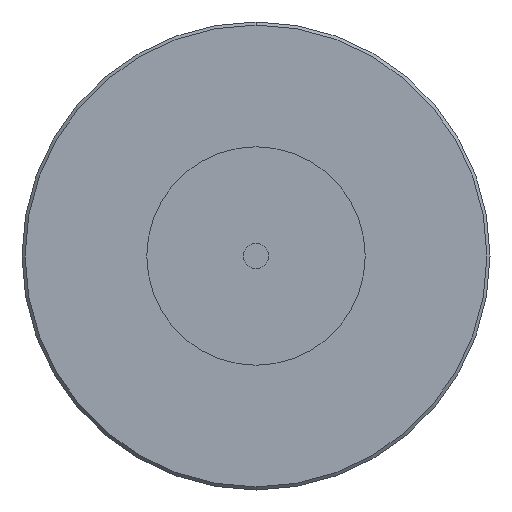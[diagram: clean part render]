
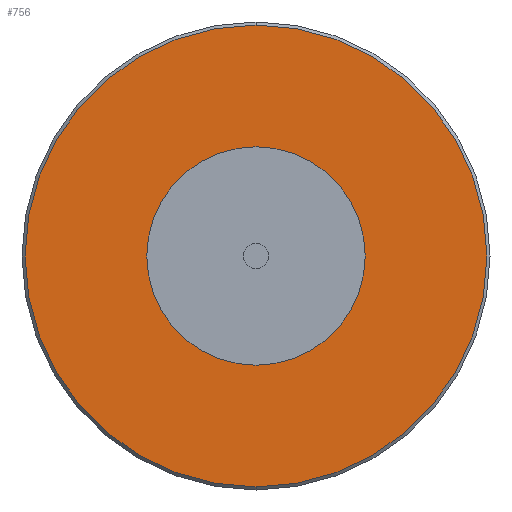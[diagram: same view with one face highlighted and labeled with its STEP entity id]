
A CAD part, front view. The second image highlights one B-rep face of the part: STEP entity #756.
In plain terms, the highlighted planar face has unit normal (0, -1, 0).
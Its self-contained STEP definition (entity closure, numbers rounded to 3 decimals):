
#234 = VERTEX_POINT ( 'NONE', #894 ) ;
#260 = VERTEX_POINT ( 'NONE', #829 ) ;
#268 = EDGE_CURVE ( 'NONE', #270, #260, #947, .T. ) ;
#270 = VERTEX_POINT ( 'NONE', #948 ) ;
#648 = EDGE_CURVE ( 'NONE', #649, #234, #1243, .T. ) ;
#649 = VERTEX_POINT ( 'NONE', #1209 ) ;
#751 = EDGE_LOOP ( 'NONE', ( #758, #755 ) ) ;
#755 = ORIENTED_EDGE ( 'NONE', *, *, #648, .T. ) ;
#756 = ADVANCED_FACE ( 'NONE', ( #1510, #1633 ), #1632, .T. ) ;
#758 = ORIENTED_EDGE ( 'NONE', *, *, #789, .T. ) ;
#759 = EDGE_LOOP ( 'NONE', ( #761, #762 ) ) ;
#760 = EDGE_CURVE ( 'NONE', #260, #270, #1583, .T. ) ;
#761 = ORIENTED_EDGE ( 'NONE', *, *, #760, .F. ) ;
#762 = ORIENTED_EDGE ( 'NONE', *, *, #268, .F. ) ;
#789 = EDGE_CURVE ( 'NONE', #234, #649, #1456, .T. ) ;
#829 = CARTESIAN_POINT ( 'NONE',  ( 0., 0., -17.5 ) ) ;
#894 = CARTESIAN_POINT ( 'NONE',  ( 0., 0., 37. ) ) ;
#943 = DIRECTION ( 'NONE',  ( 0., 0., -1. ) ) ;
#944 = DIRECTION ( 'NONE',  ( 0., -1., 0. ) ) ;
#945 = CARTESIAN_POINT ( 'NONE',  ( 0., 0., 0. ) ) ;
#946 = AXIS2_PLACEMENT_3D ( 'NONE', #945, #944, #943 ) ;
#947 = CIRCLE ( 'NONE', #946, 17.5 ) ;
#948 = CARTESIAN_POINT ( 'NONE',  ( 0., 0., 17.5 ) ) ;
#1209 = CARTESIAN_POINT ( 'NONE',  ( 0., 0., -37. ) ) ;
#1211 = DIRECTION ( 'NONE',  ( 0., 0., -1. ) ) ;
#1232 = DIRECTION ( 'NONE',  ( 0., -1., 0. ) ) ;
#1233 = CARTESIAN_POINT ( 'NONE',  ( 0., 0., 0. ) ) ;
#1243 = CIRCLE ( 'NONE', #1252, 37. ) ;
#1252 = AXIS2_PLACEMENT_3D ( 'NONE', #1233, #1232, #1211 ) ;
#1454 = DIRECTION ( 'NONE',  ( 0., -1., 0. ) ) ;
#1455 = CARTESIAN_POINT ( 'NONE',  ( 0., 0., 0. ) ) ;
#1456 = CIRCLE ( 'NONE', #1557, 37. ) ;
#1510 = FACE_OUTER_BOUND ( 'NONE', #751, .T. ) ;
#1557 = AXIS2_PLACEMENT_3D ( 'NONE', #1455, #1454, #1630 ) ;
#1573 = DIRECTION ( 'NONE',  ( 0., 0., -1. ) ) ;
#1574 = DIRECTION ( 'NONE',  ( 0., -1., 0. ) ) ;
#1575 = CARTESIAN_POINT ( 'NONE',  ( 0., 0., 0. ) ) ;
#1579 = DIRECTION ( 'NONE',  ( 0., 0., -1. ) ) ;
#1580 = DIRECTION ( 'NONE',  ( 0., -1., 0. ) ) ;
#1581 = CARTESIAN_POINT ( 'NONE',  ( 37., 0., 0. ) ) ;
#1583 = CIRCLE ( 'NONE', #1634, 17.5 ) ;
#1630 = DIRECTION ( 'NONE',  ( 0., 0., -1. ) ) ;
#1632 = PLANE ( 'NONE',  #1648 ) ;
#1633 = FACE_BOUND ( 'NONE', #759, .T. ) ;
#1634 = AXIS2_PLACEMENT_3D ( 'NONE', #1575, #1574, #1573 ) ;
#1648 = AXIS2_PLACEMENT_3D ( 'NONE', #1581, #1580, #1579 ) ;
